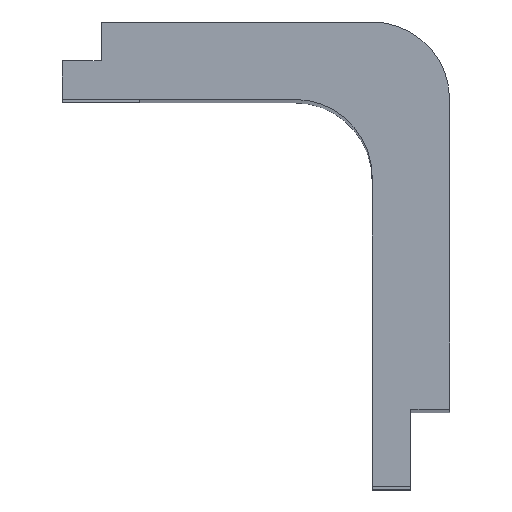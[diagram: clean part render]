
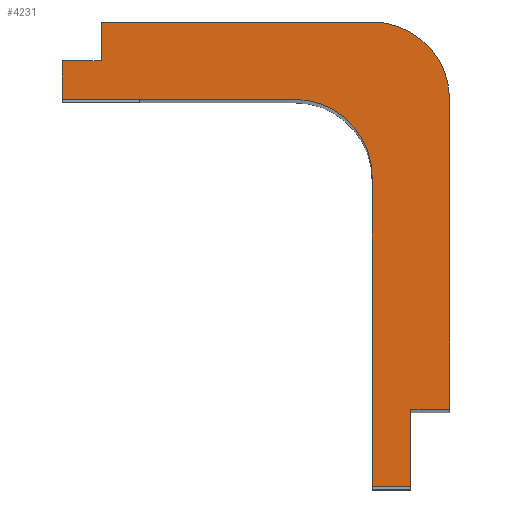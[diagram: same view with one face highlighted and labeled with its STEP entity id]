
A CAD part, top view. The second image highlights one B-rep face of the part: STEP entity #4231.
In plain terms, the highlighted planar face has unit normal (0, 0, 1).
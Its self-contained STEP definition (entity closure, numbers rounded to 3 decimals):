
#19=CIRCLE('',#4391,2.);
#20=CIRCLE('',#4392,2.);
#337=FACE_OUTER_BOUND('',#587,.T.);
#587=EDGE_LOOP('',(#3804,#3805,#3806,#3807,#3808,#3809,#3810,#3811,#3812,
#3813,#3814,#3815));
#1140=LINE('',#7343,#1586);
#1160=LINE('',#7388,#1606);
#1164=LINE('',#7396,#1610);
#1172=LINE('',#7411,#1618);
#1173=LINE('',#7413,#1619);
#1179=LINE('',#7429,#1625);
#1181=LINE('',#7435,#1627);
#1182=LINE('',#7437,#1628);
#1183=LINE('',#7439,#1629);
#1184=LINE('',#7440,#1630);
#1586=VECTOR('',#5033,10.);
#1606=VECTOR('',#5069,10.);
#1610=VECTOR('',#5077,10.);
#1618=VECTOR('',#5091,10.);
#1619=VECTOR('',#5094,10.);
#1625=VECTOR('',#5108,10.);
#1627=VECTOR('',#5114,10.);
#1628=VECTOR('',#5115,10.);
#1629=VECTOR('',#5116,10.);
#1630=VECTOR('',#5117,10.);
#2007=VERTEX_POINT('',#7339);
#2009=VERTEX_POINT('',#7342);
#2025=VERTEX_POINT('',#7385);
#2026=VERTEX_POINT('',#7387);
#2028=VERTEX_POINT('',#7395);
#2031=VERTEX_POINT('',#7407);
#2032=VERTEX_POINT('',#7409);
#2038=VERTEX_POINT('',#7428);
#2039=VERTEX_POINT('',#7432);
#2040=VERTEX_POINT('',#7434);
#2041=VERTEX_POINT('',#7436);
#2042=VERTEX_POINT('',#7438);
#2592=EDGE_CURVE('',#2009,#2007,#1140,.T.);
#2612=EDGE_CURVE('',#2026,#2025,#1160,.T.);
#2616=EDGE_CURVE('',#2028,#2026,#1164,.T.);
#2624=EDGE_CURVE('',#2031,#2032,#1172,.T.);
#2625=EDGE_CURVE('',#2032,#2028,#1173,.T.);
#2633=EDGE_CURVE('',#2038,#2031,#1179,.T.);
#2635=EDGE_CURVE('',#2039,#2025,#19,.T.);
#2636=EDGE_CURVE('',#2039,#2040,#1181,.T.);
#2637=EDGE_CURVE('',#2041,#2040,#1182,.T.);
#2638=EDGE_CURVE('',#2042,#2041,#1183,.T.);
#2639=EDGE_CURVE('',#2042,#2009,#1184,.T.);
#2640=EDGE_CURVE('',#2038,#2007,#20,.T.);
#3804=ORIENTED_EDGE('',*,*,#2624,.T.);
#3805=ORIENTED_EDGE('',*,*,#2625,.T.);
#3806=ORIENTED_EDGE('',*,*,#2616,.T.);
#3807=ORIENTED_EDGE('',*,*,#2612,.T.);
#3808=ORIENTED_EDGE('',*,*,#2635,.F.);
#3809=ORIENTED_EDGE('',*,*,#2636,.T.);
#3810=ORIENTED_EDGE('',*,*,#2637,.F.);
#3811=ORIENTED_EDGE('',*,*,#2638,.F.);
#3812=ORIENTED_EDGE('',*,*,#2639,.T.);
#3813=ORIENTED_EDGE('',*,*,#2592,.T.);
#3814=ORIENTED_EDGE('',*,*,#2640,.F.);
#3815=ORIENTED_EDGE('',*,*,#2633,.T.);
#4006=PLANE('',#4390);
#4231=ADVANCED_FACE('',(#337),#4006,.T.);
#4390=AXIS2_PLACEMENT_3D('',#7431,#5110,#5111);
#4391=AXIS2_PLACEMENT_3D('',#7433,#5112,#5113);
#4392=AXIS2_PLACEMENT_3D('',#7441,#5118,#5119);
#5033=DIRECTION('',(0.,1.,0.));
#5069=DIRECTION('',(1.,0.,0.));
#5077=DIRECTION('',(0.,-1.,0.));
#5091=DIRECTION('',(0.,-1.,0.));
#5094=DIRECTION('',(-1.,0.,0.));
#5108=DIRECTION('',(-1.,0.,0.));
#5110=DIRECTION('center_axis',(0.,0.,1.));
#5111=DIRECTION('ref_axis',(1.,0.,0.));
#5112=DIRECTION('center_axis',(0.,0.,1.));
#5113=DIRECTION('ref_axis',(0.707,0.707,0.));
#5114=DIRECTION('',(0.,-1.,0.));
#5115=DIRECTION('',(-1.,0.,0.));
#5116=DIRECTION('',(0.,-1.,0.));
#5117=DIRECTION('',(1.,0.,0.));
#5118=DIRECTION('center_axis',(0.,0.,-1.));
#5119=DIRECTION('ref_axis',(0.707,0.707,0.));
#7339=CARTESIAN_POINT('',(0.,-2.,50.5));
#7342=CARTESIAN_POINT('',(0.,-10.,50.5));
#7343=CARTESIAN_POINT('',(0.,-10.,50.5));
#7385=CARTESIAN_POINT('',(-4.,-2.,50.5));
#7387=CARTESIAN_POINT('',(-10.,-2.,50.5));
#7388=CARTESIAN_POINT('',(-10.,-2.,50.5));
#7395=CARTESIAN_POINT('',(-10.,-1.,50.5));
#7396=CARTESIAN_POINT('',(-10.,0.,50.5));
#7407=CARTESIAN_POINT('',(-9.,0.,50.5));
#7409=CARTESIAN_POINT('',(-9.,-1.,50.5));
#7411=CARTESIAN_POINT('',(-9.,-1.7,50.5));
#7413=CARTESIAN_POINT('',(-6.45,-1.,50.5));
#7428=CARTESIAN_POINT('',(-2.,0.,50.5));
#7429=CARTESIAN_POINT('',(0.,0.,50.5));
#7431=CARTESIAN_POINT('Origin',(-3.4,-3.4,50.5));
#7432=CARTESIAN_POINT('',(-2.,-4.,50.5));
#7433=CARTESIAN_POINT('Origin',(-4.,-4.,50.5));
#7434=CARTESIAN_POINT('',(-2.,-12.,50.5));
#7435=CARTESIAN_POINT('',(-2.,-2.,50.5));
#7436=CARTESIAN_POINT('',(-1.,-12.,50.5));
#7437=CARTESIAN_POINT('',(-1.,-12.,50.5));
#7438=CARTESIAN_POINT('',(-1.,-10.,50.5));
#7439=CARTESIAN_POINT('',(-1.,-10.,50.5));
#7440=CARTESIAN_POINT('',(-2.,-10.,50.5));
#7441=CARTESIAN_POINT('Origin',(-2.,-2.,50.5));
